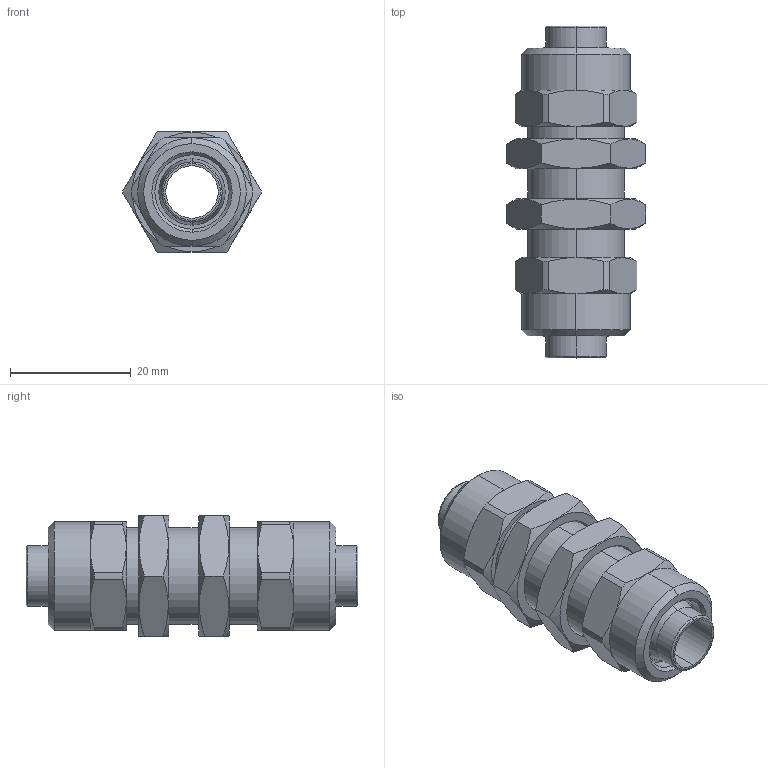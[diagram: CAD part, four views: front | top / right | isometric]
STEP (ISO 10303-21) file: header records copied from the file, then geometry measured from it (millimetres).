
FILE_DESCRIPTION (( 'STEP AP203' ), '1' );
FILE_NAME ('02050060.STEP', '2011-09-20T07:38:02', ( '' ), ( 'sopra-pneumatic' ), 'SwSTEP 2.0', 'SolidWorks 2011', '' );
FILE_SCHEMA (( 'CONFIG_CONTROL_DESIGN' ));
Length unit declared in the file: millimetre
Products named in the file (1): 02050060
Bounding box: 23.09 x 55 x 20 mm (x, y, z)
Volume: 9929.4 mm3; surface area: 6809.2 mm2
Topology: 3 solids, 3 shells, 120 faces, 280 edges, 172 vertices
Faces by surface type: cone 44, cylinder 36, plane 36, torus 4
Entity records: 3917 total; most frequent: CARTESIAN_POINT 1141, DIRECTION 566, ORIENTED_EDGE 560, EDGE_CURVE 280, AXIS2_PLACEMENT_3D 237, VERTEX_POINT 172, EDGE_LOOP 132, ADVANCED_FACE 120
